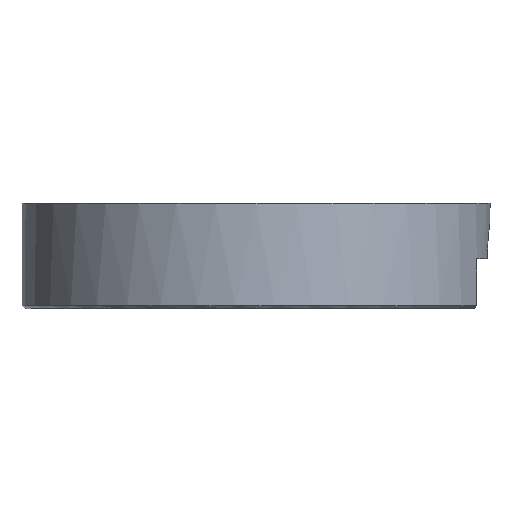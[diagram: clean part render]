
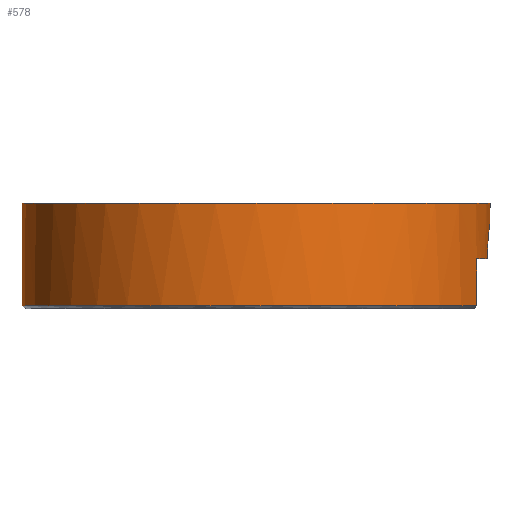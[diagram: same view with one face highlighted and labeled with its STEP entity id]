
A CAD part, front view. The second image highlights one B-rep face of the part: STEP entity #578.
In plain terms, the highlighted cylindrical face has radius 37.5 mm (diameter 75 mm), a partial arc.
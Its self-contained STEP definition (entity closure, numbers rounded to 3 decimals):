
#125 = ORIENTED_EDGE ( 'NONE', *, *, #1531, .T. ) ;
#126 = CARTESIAN_POINT ( 'NONE',  ( 37.107, -5.416, 2.501 ) ) ;
#302 = DIRECTION ( 'NONE',  ( 0., 0., 1. ) ) ;
#409 = CARTESIAN_POINT ( 'NONE',  ( 35.366, -12.47, -7. ) ) ;
#426 = VERTEX_POINT ( 'NONE', #1564 ) ;
#469 = ORIENTED_EDGE ( 'NONE', *, *, #3865, .T. ) ;
#473 = VERTEX_POINT ( 'NONE', #898 ) ;
#504 = LINE ( 'NONE', #3697, #2071 ) ;
#533 = CARTESIAN_POINT ( 'NONE',  ( 37.298, -3.892, 5.301 ) ) ;
#578 = ADVANCED_FACE ( 'NONE', ( #2435 ), #2347, .T. ) ;
#580 = CARTESIAN_POINT ( 'NONE',  ( 37.5, 0., 9.9 ) ) ;
#819 = DIRECTION ( 'NONE',  ( 0., 0., 1. ) ) ;
#843 = CARTESIAN_POINT ( 'NONE',  ( 0., 0., 1. ) ) ;
#866 = CARTESIAN_POINT ( 'NONE',  ( 37.082, -5.582, 1. ) ) ;
#884 = ORIENTED_EDGE ( 'NONE', *, *, #3111, .T. ) ;
#898 = CARTESIAN_POINT ( 'NONE',  ( -37.5, 0., -6.5 ) ) ;
#949 = ORIENTED_EDGE ( 'NONE', *, *, #1075, .F. ) ;
#956 = VERTEX_POINT ( 'NONE', #3601 ) ;
#974 = ORIENTED_EDGE ( 'NONE', *, *, #4107, .F. ) ;
#1027 = CARTESIAN_POINT ( 'NONE',  ( 35.366, -12.47, 1. ) ) ;
#1075 = EDGE_CURVE ( 'NONE', #473, #3288, #1085, .T. ) ;
#1085 = LINE ( 'NONE', #2986, #2055 ) ;
#1141 = CARTESIAN_POINT ( 'NONE',  ( 37.23, -4.496, 4.573 ) ) ;
#1152 = CARTESIAN_POINT ( 'NONE',  ( 0., 0., -7. ) ) ;
#1157 = CARTESIAN_POINT ( 'NONE',  ( 37.445, -2.036, 6.589 ) ) ;
#1176 = CARTESIAN_POINT ( 'NONE',  ( 37.391, -2.876, 6.155 ) ) ;
#1238 = CARTESIAN_POINT ( 'NONE',  ( 37.082, -5.582, 1. ) ) ;
#1289 = CARTESIAN_POINT ( 'NONE',  ( 0., 0., 9.9 ) ) ;
#1352 = LINE ( 'NONE', #409, #1661 ) ;
#1412 = CARTESIAN_POINT ( 'NONE',  ( 0., 0., -6.5 ) ) ;
#1420 = DIRECTION ( 'NONE',  ( 0., 0., 1. ) ) ;
#1449 = DIRECTION ( 'NONE',  ( 0., 0., -1. ) ) ;
#1460 = CARTESIAN_POINT ( 'NONE',  ( -37.5, 0., 9.9 ) ) ;
#1531 = EDGE_CURVE ( 'NONE', #473, #956, #3092, .T. ) ;
#1541 = DIRECTION ( 'NONE',  ( 0., 0., 1. ) ) ;
#1564 = CARTESIAN_POINT ( 'NONE',  ( 37.5, 0., 7. ) ) ;
#1608 = DIRECTION ( 'NONE',  ( 0., 0., 1. ) ) ;
#1661 = VECTOR ( 'NONE', #1608, 1000. ) ;
#1742 = CARTESIAN_POINT ( 'NONE',  ( 37.352, -3.332, 5.815 ) ) ;
#1763 = CARTESIAN_POINT ( 'NONE',  ( 37.471, -1.497, 6.783 ) ) ;
#1822 = CARTESIAN_POINT ( 'NONE',  ( 37.257, -4.27, 4.88 ) ) ;
#1920 = AXIS2_PLACEMENT_3D ( 'NONE', #1289, #302, #2924 ) ;
#1970 = AXIS2_PLACEMENT_3D ( 'NONE', #1412, #1541, #2523 ) ;
#2017 = EDGE_CURVE ( 'NONE', #426, #2104, #4134, .T. ) ;
#2055 = VECTOR ( 'NONE', #3691, 1000. ) ;
#2071 = VECTOR ( 'NONE', #819, 1000. ) ;
#2076 = EDGE_CURVE ( 'NONE', #2104, #3857, #2378, .T. ) ;
#2083 = CARTESIAN_POINT ( 'NONE',  ( 37.082, -5.582, 1.379 ) ) ;
#2103 = CARTESIAN_POINT ( 'NONE',  ( 37.499, -0.383, 6.989 ) ) ;
#2104 = VERTEX_POINT ( 'NONE', #1238 ) ;
#2347 = CYLINDRICAL_SURFACE ( 'NONE', #3648, 37.5 ) ;
#2366 = DIRECTION ( 'NONE',  ( 1., 0., 0. ) ) ;
#2378 = CIRCLE ( 'NONE', #2573, 37.5 ) ;
#2435 = FACE_OUTER_BOUND ( 'NONE', #2917, .T. ) ;
#2443 = CARTESIAN_POINT ( 'NONE',  ( 37.087, -5.549, 1.755 ) ) ;
#2523 = DIRECTION ( 'NONE',  ( 1., 0., 0. ) ) ;
#2573 = AXIS2_PLACEMENT_3D ( 'NONE', #843, #1449, #2711 ) ;
#2579 = ORIENTED_EDGE ( 'NONE', *, *, #2076, .F. ) ;
#2711 = DIRECTION ( 'NONE',  ( 1., 0., 0. ) ) ;
#2757 = CARTESIAN_POINT ( 'NONE',  ( 37.5, 0., 7. ) ) ;
#2917 = EDGE_LOOP ( 'NONE', ( #949, #125, #469, #2579, #4002, #884, #974 ) ) ;
#2924 = DIRECTION ( 'NONE',  ( 1., 0., 0. ) ) ;
#2986 = CARTESIAN_POINT ( 'NONE',  ( -37.5, 0., -7. ) ) ;
#3039 = CARTESIAN_POINT ( 'NONE',  ( 37.415, -2.552, 6.349 ) ) ;
#3077 = CARTESIAN_POINT ( 'NONE',  ( 37.5, -0.19, 7. ) ) ;
#3092 = CIRCLE ( 'NONE', #1970, 37.5 ) ;
#3111 = EDGE_CURVE ( 'NONE', #426, #3295, #504, .T. ) ;
#3288 = VERTEX_POINT ( 'NONE', #1460 ) ;
#3295 = VERTEX_POINT ( 'NONE', #580 ) ;
#3332 = CARTESIAN_POINT ( 'NONE',  ( 37.122, -5.314, 2.872 ) ) ;
#3353 = CARTESIAN_POINT ( 'NONE',  ( 37.311, -3.759, 5.436 ) ) ;
#3418 = CARTESIAN_POINT ( 'NONE',  ( 37.338, -3.48, 5.692 ) ) ;
#3601 = CARTESIAN_POINT ( 'NONE',  ( 35.366, -12.47, -6.5 ) ) ;
#3648 = AXIS2_PLACEMENT_3D ( 'NONE', #1152, #1420, #2366 ) ;
#3655 = CARTESIAN_POINT ( 'NONE',  ( 37.493, -0.76, 6.947 ) ) ;
#3691 = DIRECTION ( 'NONE',  ( 0., 0., 1. ) ) ;
#3697 = CARTESIAN_POINT ( 'NONE',  ( 37.5, 0., -7. ) ) ;
#3700 = CARTESIAN_POINT ( 'NONE',  ( 37.159, -5.05, 3.58 ) ) ;
#3735 = CIRCLE ( 'NONE', #1920, 37.5 ) ;
#3741 = CARTESIAN_POINT ( 'NONE',  ( 37.181, -4.887, 3.921 ) ) ;
#3857 = VERTEX_POINT ( 'NONE', #1027 ) ;
#3865 = EDGE_CURVE ( 'NONE', #956, #3857, #1352, .T. ) ;
#4002 = ORIENTED_EDGE ( 'NONE', *, *, #2017, .F. ) ;
#4037 = CARTESIAN_POINT ( 'NONE',  ( 37.484, -1.133, 6.885 ) ) ;
#4058 = CARTESIAN_POINT ( 'NONE',  ( 37.454, -1.857, 6.661 ) ) ;
#4107 = EDGE_CURVE ( 'NONE', #3288, #3295, #3735, .T. ) ;
#4134 = B_SPLINE_CURVE_WITH_KNOTS ( 'NONE', 3,
 ( #2757, #3077, #2103, #3655, #4037, #1763, #4058, #1157, #3039, #1176, #1742, #3418, #3353, #533, #1822, #1141, #3741, #3700, #3332, #126, #2443, #2083, #866 ),
 .UNSPECIFIED., .F., .F.,
 ( 4, 2, 1, 2, 2, 2, 2, 2, 2, 2, 2, 4 ),
 ( 0.023, 0.023, 0.024, 0.025, 0.025, 0.026, 0.027, 0.027, 0.028, 0.03, 0.031, 0.032 ),
 .UNSPECIFIED. ) ;
